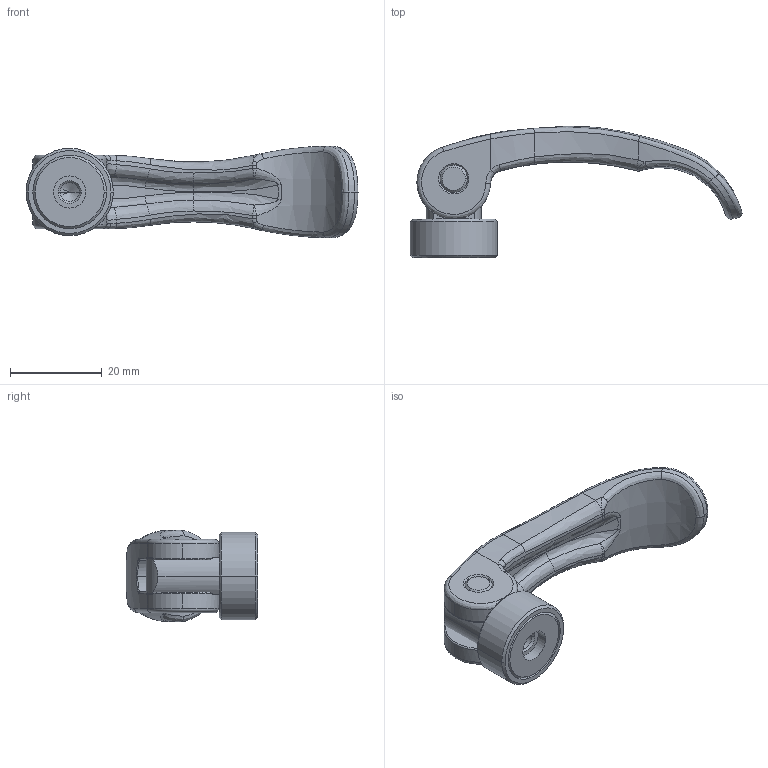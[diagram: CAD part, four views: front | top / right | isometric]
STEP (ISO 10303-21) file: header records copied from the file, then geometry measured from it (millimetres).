
FILE_DESCRIPTION(('STEP AP214'),'1');
FILE_NAME('EH_23390_0303.stp','2017-08-10T07:30:55',('TraceParts'),('TraceParts S.A.'),'Spatial InterOp 3D',' ',' ');
FILE_SCHEMA(('automotive_design'));
Length unit declared in the file: millimetre
Products named in the file (3): EH_23390_0303_1; EH_23390_0303_2; EH_23390_0303_3
Bounding box: 72.2 x 28.58 x 19.99 mm (x, y, z)
Volume: 10927.2 mm3; surface area: 6910.2 mm2
Topology: 3 solids, 3 shells, 159 faces, 387 edges, 232 vertices
Faces by surface type: bspline 80, cylinder 40, cone 22, plane 17
Entity records: 13972 total; most frequent: CARTESIAN_POINT 9473, ORIENTED_EDGE 756, DIRECTION 533, EDGE_CURVE 378, VERTEX_POINT 232, AXIS2_PLACEMENT_3D 230, EDGE_LOOP 172, STYLED_ITEM 162
